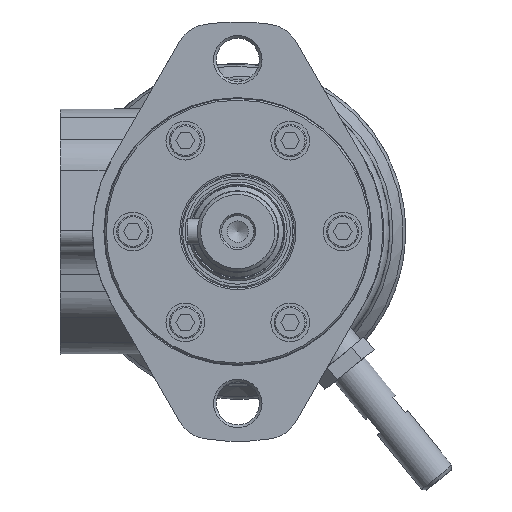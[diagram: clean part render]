
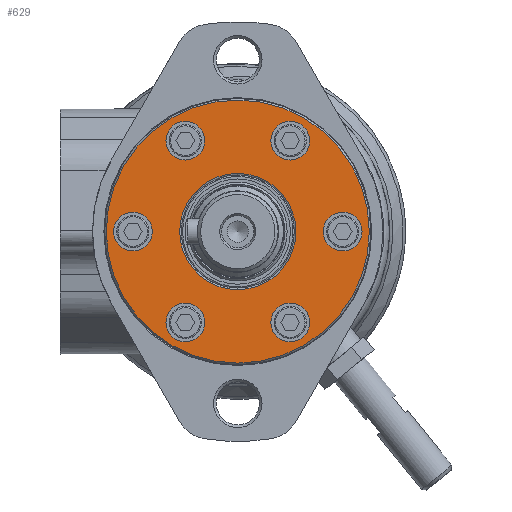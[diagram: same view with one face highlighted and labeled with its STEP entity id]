
A CAD part, left-side view. The second image highlights one B-rep face of the part: STEP entity #629.
In plain terms, the highlighted planar face has unit normal (-1, 0, 0).
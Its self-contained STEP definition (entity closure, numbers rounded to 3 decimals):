
#629 = ADVANCED_FACE( '', ( #1568, #1569, #1570, #1571, #1572, #1573, #1574, #1575 ), #1576, .F. );
#1568 = FACE_OUTER_BOUND( '', #3008, .T. );
#1569 = FACE_BOUND( '', #3009, .T. );
#1570 = FACE_BOUND( '', #3010, .T. );
#1571 = FACE_BOUND( '', #3011, .T. );
#1572 = FACE_BOUND( '', #3012, .T. );
#1573 = FACE_BOUND( '', #3013, .T. );
#1574 = FACE_BOUND( '', #3014, .T. );
#1575 = FACE_BOUND( '', #3015, .T. );
#1576 = PLANE( '', #3016 );
#3008 = EDGE_LOOP( '', ( #4588 ) );
#3009 = EDGE_LOOP( '', ( #4589 ) );
#3010 = EDGE_LOOP( '', ( #4590 ) );
#3011 = EDGE_LOOP( '', ( #4591 ) );
#3012 = EDGE_LOOP( '', ( #4592 ) );
#3013 = EDGE_LOOP( '', ( #4593 ) );
#3014 = EDGE_LOOP( '', ( #4594 ) );
#3015 = EDGE_LOOP( '', ( #4595 ) );
#3016 = AXIS2_PLACEMENT_3D( '', #4596, #4597, #4598 );
#4588 = ORIENTED_EDGE( '', *, *, #7834, .F. );
#4589 = ORIENTED_EDGE( '', *, *, #7835, .F. );
#4590 = ORIENTED_EDGE( '', *, *, #7836, .T. );
#4591 = ORIENTED_EDGE( '', *, *, #7837, .T. );
#4592 = ORIENTED_EDGE( '', *, *, #7838, .T. );
#4593 = ORIENTED_EDGE( '', *, *, #7839, .T. );
#4594 = ORIENTED_EDGE( '', *, *, #7840, .T. );
#4595 = ORIENTED_EDGE( '', *, *, #7841, .T. );
#4596 = CARTESIAN_POINT( '', ( 0., 0., 0. ) );
#4597 = DIRECTION( '', ( 1., 0., 0. ) );
#4598 = DIRECTION( '', ( 0., 0., -1. ) );
#7834 = EDGE_CURVE( '', #9210, #9210, #9211, .T. );
#7835 = EDGE_CURVE( '', #9212, #9212, #9213, .F. );
#7836 = EDGE_CURVE( '', #9214, #9214, #9215, .T. );
#7837 = EDGE_CURVE( '', #9216, #9216, #9217, .T. );
#7838 = EDGE_CURVE( '', #9218, #9218, #9219, .T. );
#7839 = EDGE_CURVE( '', #9220, #9220, #9221, .T. );
#7840 = EDGE_CURVE( '', #9222, #9222, #9223, .T. );
#7841 = EDGE_CURVE( '', #9224, #9224, #9225, .T. );
#9210 = VERTEX_POINT( '', #11366 );
#9211 = CIRCLE( '', #11367, 40.75 );
#9212 = VERTEX_POINT( '', #11368 );
#9213 = CIRCLE( '', #11369, 6. );
#9214 = VERTEX_POINT( '', #11370 );
#9215 = CIRCLE( '', #11371, 6. );
#9216 = VERTEX_POINT( '', #11372 );
#9217 = CIRCLE( '', #11373, 6. );
#9218 = VERTEX_POINT( '', #11374 );
#9219 = CIRCLE( '', #11375, 6. );
#9220 = VERTEX_POINT( '', #11376 );
#9221 = CIRCLE( '', #11377, 6. );
#9222 = VERTEX_POINT( '', #11378 );
#9223 = CIRCLE( '', #11379, 6. );
#9224 = VERTEX_POINT( '', #11380 );
#9225 = CIRCLE( '', #11381, 18. );
#11366 = CARTESIAN_POINT( '', ( 0., 0., -40.75 ) );
#11367 = AXIS2_PLACEMENT_3D( '', #14547, #14548, #14549 );
#11368 = CARTESIAN_POINT( '', ( 0., 32.5, -6. ) );
#11369 = AXIS2_PLACEMENT_3D( '', #14550, #14551, #14552 );
#11370 = CARTESIAN_POINT( '', ( 0., 16.25, -34.146 ) );
#11371 = AXIS2_PLACEMENT_3D( '', #14553, #14554, #14555 );
#11372 = CARTESIAN_POINT( '', ( 0., -16.25, -34.146 ) );
#11373 = AXIS2_PLACEMENT_3D( '', #14556, #14557, #14558 );
#11374 = CARTESIAN_POINT( '', ( 0., -32.5, -6. ) );
#11375 = AXIS2_PLACEMENT_3D( '', #14559, #14560, #14561 );
#11376 = CARTESIAN_POINT( '', ( 0., -16.25, 22.146 ) );
#11377 = AXIS2_PLACEMENT_3D( '', #14562, #14563, #14564 );
#11378 = CARTESIAN_POINT( '', ( 0., 16.25, 22.146 ) );
#11379 = AXIS2_PLACEMENT_3D( '', #14565, #14566, #14567 );
#11380 = CARTESIAN_POINT( '', ( 0., 0., -18. ) );
#11381 = AXIS2_PLACEMENT_3D( '', #14568, #14569, #14570 );
#14547 = CARTESIAN_POINT( '', ( 0., 0., 0. ) );
#14548 = DIRECTION( '', ( 1., 0., 0. ) );
#14549 = DIRECTION( '', ( 0., 0., -1. ) );
#14550 = CARTESIAN_POINT( '', ( 0., 32.5, 0. ) );
#14551 = DIRECTION( '', ( 1., 0., 0. ) );
#14552 = DIRECTION( '', ( 0., 0., -1. ) );
#14553 = CARTESIAN_POINT( '', ( 0., 16.25, -28.146 ) );
#14554 = DIRECTION( '', ( 1., 0., 0. ) );
#14555 = DIRECTION( '', ( 0., 0., -1. ) );
#14556 = CARTESIAN_POINT( '', ( 0., -16.25, -28.146 ) );
#14557 = DIRECTION( '', ( 1., 0., 0. ) );
#14558 = DIRECTION( '', ( 0., 0., -1. ) );
#14559 = CARTESIAN_POINT( '', ( 0., -32.5, 0. ) );
#14560 = DIRECTION( '', ( 1., 0., 0. ) );
#14561 = DIRECTION( '', ( 0., 0., -1. ) );
#14562 = CARTESIAN_POINT( '', ( 0., -16.25, 28.146 ) );
#14563 = DIRECTION( '', ( 1., 0., 0. ) );
#14564 = DIRECTION( '', ( 0., 0., -1. ) );
#14565 = CARTESIAN_POINT( '', ( 0., 16.25, 28.146 ) );
#14566 = DIRECTION( '', ( 1., 0., 0. ) );
#14567 = DIRECTION( '', ( 0., 0., -1. ) );
#14568 = CARTESIAN_POINT( '', ( 0., 0., 0. ) );
#14569 = DIRECTION( '', ( 1., 0., 0. ) );
#14570 = DIRECTION( '', ( 0., 0., -1. ) );
